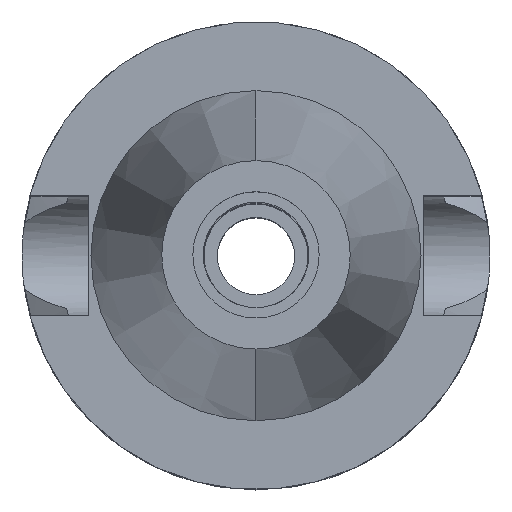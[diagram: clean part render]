
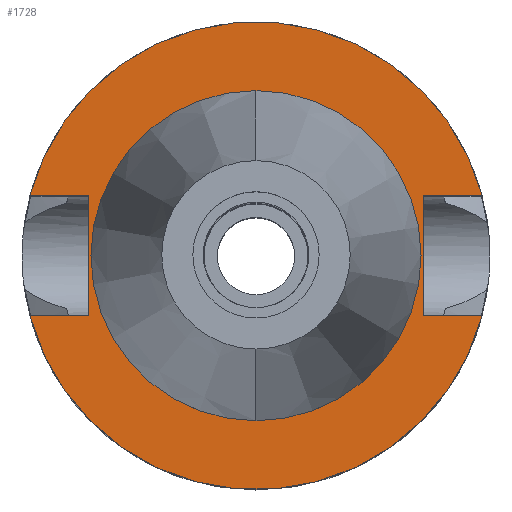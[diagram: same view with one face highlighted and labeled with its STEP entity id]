
A CAD part, top view. The second image highlights one B-rep face of the part: STEP entity #1728.
In plain terms, the highlighted planar face has unit normal (0, 0, 1).
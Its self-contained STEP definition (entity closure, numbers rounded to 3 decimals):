
#46 = EDGE_CURVE ( 'NONE', #884, #1955, #1448, .T. ) ;
#72 = VECTOR ( 'NONE', #2179, 1000. ) ;
#137 = VERTEX_POINT ( 'NONE', #2915 ) ;
#195 = VECTOR ( 'NONE', #657, 1000. ) ;
#208 = CARTESIAN_POINT ( 'NONE',  ( 22.5, -8.05, -1. ) ) ;
#211 = EDGE_CURVE ( 'NONE', #2064, #445, #2232, .T. ) ;
#234 = LINE ( 'NONE', #1225, #72 ) ;
#361 = EDGE_LOOP ( 'NONE', ( #2188, #2282 ) ) ;
#382 = CIRCLE ( 'NONE', #1341, 31.5 ) ;
#410 = DIRECTION ( 'NONE',  ( 0., -1., 0. ) ) ;
#445 = VERTEX_POINT ( 'NONE', #1154 ) ;
#514 = CIRCLE ( 'NONE', #3006, 31.5 ) ;
#570 = ORIENTED_EDGE ( 'NONE', *, *, #2001, .F. ) ;
#610 = DIRECTION ( 'NONE',  ( 0., 1., 0. ) ) ;
#626 = PLANE ( 'NONE',  #638 ) ;
#628 = ORIENTED_EDGE ( 'NONE', *, *, #2332, .F. ) ;
#638 = AXIS2_PLACEMENT_3D ( 'NONE', #2827, #660, #2607 ) ;
#657 = DIRECTION ( 'NONE',  ( -1., 0., 0. ) ) ;
#660 = DIRECTION ( 'NONE',  ( 0., 0., -1. ) ) ;
#715 = DIRECTION ( 'NONE',  ( -1., 0., 0. ) ) ;
#767 = VECTOR ( 'NONE', #2901, 1000. ) ;
#768 = CARTESIAN_POINT ( 'NONE',  ( 0., 0., -1. ) ) ;
#864 = DIRECTION ( 'NONE',  ( 0., 0., -1. ) ) ;
#884 = VERTEX_POINT ( 'NONE', #2547 ) ;
#1033 = DIRECTION ( 'NONE',  ( 0., 0., 1. ) ) ;
#1108 = ORIENTED_EDGE ( 'NONE', *, *, #1159, .F. ) ;
#1121 = FACE_OUTER_BOUND ( 'NONE', #2788, .T. ) ;
#1145 = EDGE_CURVE ( 'NONE', #1230, #2063, #2696, .T. ) ;
#1154 = CARTESIAN_POINT ( 'NONE',  ( 30.454, 8.05, -1. ) ) ;
#1159 = EDGE_CURVE ( 'NONE', #1714, #1614, #514, .T. ) ;
#1166 = AXIS2_PLACEMENT_3D ( 'NONE', #2974, #1033, #2721 ) ;
#1192 = EDGE_CURVE ( 'NONE', #884, #1614, #1930, .T. ) ;
#1209 = VECTOR ( 'NONE', #2881, 1000. ) ;
#1225 = CARTESIAN_POINT ( 'NONE',  ( 22.5, -8.05, -1. ) ) ;
#1230 = VERTEX_POINT ( 'NONE', #2562 ) ;
#1234 = ORIENTED_EDGE ( 'NONE', *, *, #1192, .T. ) ;
#1253 = CIRCLE ( 'NONE', #1166, 22.225 ) ;
#1280 = AXIS2_PLACEMENT_3D ( 'NONE', #3095, #2589, #410 ) ;
#1317 = EDGE_CURVE ( 'NONE', #137, #445, #382, .T. ) ;
#1341 = AXIS2_PLACEMENT_3D ( 'NONE', #1906, #864, #610 ) ;
#1423 = CARTESIAN_POINT ( 'NONE',  ( -30.454, -8.05, -1. ) ) ;
#1448 = LINE ( 'NONE', #1949, #767 ) ;
#1541 = CARTESIAN_POINT ( 'NONE',  ( 0., 22.225, -1. ) ) ;
#1543 = CARTESIAN_POINT ( 'NONE',  ( 22.5, 8.05, -1. ) ) ;
#1550 = EDGE_CURVE ( 'NONE', #3073, #1714, #234, .T. ) ;
#1614 = VERTEX_POINT ( 'NONE', #1423 ) ;
#1696 = DIRECTION ( 'NONE',  ( 0., 0., -1. ) ) ;
#1714 = VERTEX_POINT ( 'NONE', #1851 ) ;
#1728 = ADVANCED_FACE ( 'NONE', ( #1121, #1870 ), #626, .F. ) ;
#1851 = CARTESIAN_POINT ( 'NONE',  ( 30.454, -8.05, -1. ) ) ;
#1866 = LINE ( 'NONE', #2758, #195 ) ;
#1870 = FACE_BOUND ( 'NONE', #361, .T. ) ;
#1883 = CARTESIAN_POINT ( 'NONE',  ( -22.5, 8.05, -1. ) ) ;
#1884 = VECTOR ( 'NONE', #1997, 1000. ) ;
#1906 = CARTESIAN_POINT ( 'NONE',  ( 0., 0., -1. ) ) ;
#1930 = LINE ( 'NONE', #2878, #2563 ) ;
#1932 = CARTESIAN_POINT ( 'NONE',  ( 22.5, 8.05, -1. ) ) ;
#1937 = ORIENTED_EDGE ( 'NONE', *, *, #46, .F. ) ;
#1949 = CARTESIAN_POINT ( 'NONE',  ( -22.5, -8.05, -1. ) ) ;
#1955 = VERTEX_POINT ( 'NONE', #1883 ) ;
#1995 = CARTESIAN_POINT ( 'NONE',  ( 22.5, 8.05, -1. ) ) ;
#1997 = DIRECTION ( 'NONE',  ( 1., 0., 0. ) ) ;
#2001 = EDGE_CURVE ( 'NONE', #2064, #3073, #2869, .T. ) ;
#2063 = VERTEX_POINT ( 'NONE', #1541 ) ;
#2064 = VERTEX_POINT ( 'NONE', #1995 ) ;
#2179 = DIRECTION ( 'NONE',  ( 1., 0., 0. ) ) ;
#2188 = ORIENTED_EDGE ( 'NONE', *, *, #2216, .F. ) ;
#2216 = EDGE_CURVE ( 'NONE', #2063, #1230, #1253, .T. ) ;
#2232 = LINE ( 'NONE', #1543, #1884 ) ;
#2239 = ORIENTED_EDGE ( 'NONE', *, *, #1317, .F. ) ;
#2282 = ORIENTED_EDGE ( 'NONE', *, *, #1145, .F. ) ;
#2332 = EDGE_CURVE ( 'NONE', #1955, #137, #1866, .T. ) ;
#2440 = DIRECTION ( 'NONE',  ( 0., -1., 0. ) ) ;
#2547 = CARTESIAN_POINT ( 'NONE',  ( -22.5, -8.05, -1. ) ) ;
#2562 = CARTESIAN_POINT ( 'NONE',  ( 0., -22.225, -1. ) ) ;
#2563 = VECTOR ( 'NONE', #715, 1000. ) ;
#2589 = DIRECTION ( 'NONE',  ( 0., 0., 1. ) ) ;
#2607 = DIRECTION ( 'NONE',  ( 0., -1., 0. ) ) ;
#2696 = CIRCLE ( 'NONE', #1280, 22.225 ) ;
#2721 = DIRECTION ( 'NONE',  ( 0., 1., 0. ) ) ;
#2758 = CARTESIAN_POINT ( 'NONE',  ( -22.5, 8.05, -1. ) ) ;
#2783 = ORIENTED_EDGE ( 'NONE', *, *, #211, .T. ) ;
#2788 = EDGE_LOOP ( 'NONE', ( #1234, #1108, #3061, #570, #2783, #2239, #628, #1937 ) ) ;
#2827 = CARTESIAN_POINT ( 'NONE',  ( 0., 0., -1. ) ) ;
#2869 = LINE ( 'NONE', #1932, #1209 ) ;
#2878 = CARTESIAN_POINT ( 'NONE',  ( -22.5, -8.05, -1. ) ) ;
#2881 = DIRECTION ( 'NONE',  ( 0., -1., 0. ) ) ;
#2901 = DIRECTION ( 'NONE',  ( 0., 1., 0. ) ) ;
#2915 = CARTESIAN_POINT ( 'NONE',  ( -30.454, 8.05, -1. ) ) ;
#2974 = CARTESIAN_POINT ( 'NONE',  ( 0., 0., -1. ) ) ;
#3006 = AXIS2_PLACEMENT_3D ( 'NONE', #768, #1696, #2440 ) ;
#3061 = ORIENTED_EDGE ( 'NONE', *, *, #1550, .F. ) ;
#3073 = VERTEX_POINT ( 'NONE', #208 ) ;
#3095 = CARTESIAN_POINT ( 'NONE',  ( 0., 0., -1. ) ) ;
